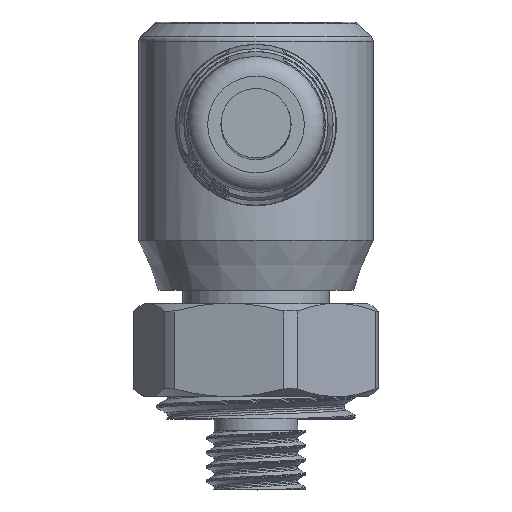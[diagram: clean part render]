
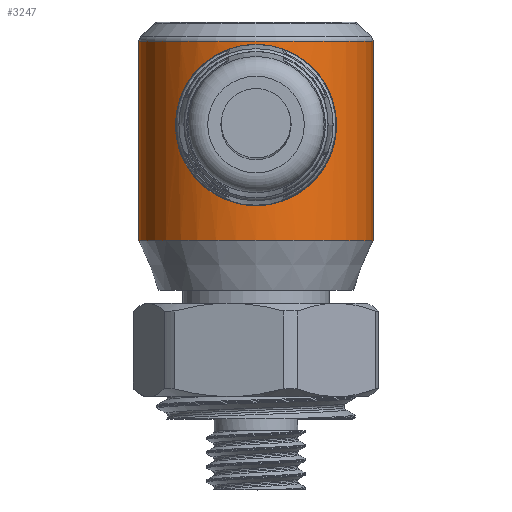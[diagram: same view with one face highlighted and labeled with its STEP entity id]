
A CAD part, top view. The second image highlights one B-rep face of the part: STEP entity #3247.
In plain terms, the highlighted cylindrical face has radius 7.493 mm (diameter 14.986 mm), a full revolution.
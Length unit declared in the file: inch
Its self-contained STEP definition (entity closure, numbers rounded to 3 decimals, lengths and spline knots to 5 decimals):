
#325=FACE_OUTER_BOUND('',#505,.T.);
#505=EDGE_LOOP('',(#2710,#2711,#2712,#2713,#2714,#2715,#2716,#2717,#2718,
#2719,#2720,#2721));
#661=CIRCLE('',#3529,0.295);
#662=CIRCLE('',#3530,0.295);
#665=CIRCLE('',#3535,0.295);
#666=CIRCLE('',#3536,0.295);
#776=B_SPLINE_CURVE_WITH_KNOTS('',3,(#9950,#9951,#9952,#9953,#9954,#9955,
#9956,#9957,#9958,#9959),.UNSPECIFIED.,.F.,.F.,(4,2,2,2,4),(0.80992,
1.01109,1.21226,1.41605,1.61984),
 .UNSPECIFIED.);
#777=B_SPLINE_CURVE_WITH_KNOTS('',3,(#9961,#9962,#9963,#9964,#9965,#9966,
#9967,#9968,#9969,#9970),.UNSPECIFIED.,.F.,.F.,(4,2,2,2,4),(0.,0.20379,
0.40758,0.60875,0.80992),.UNSPECIFIED.);
#778=B_SPLINE_CURVE_WITH_KNOTS('',3,(#9972,#9973,#9974,#9975,#9976,#9977,
#9978,#9979,#9980,#9981),.UNSPECIFIED.,.F.,.F.,(4,2,2,2,4),(-0.80992,
-0.60875,-0.40758,-0.20379,0.),
 .UNSPECIFIED.);
#779=B_SPLINE_CURVE_WITH_KNOTS('',3,(#9982,#9983,#9984,#9985,#9986,#9987,
#9988,#9989,#9990,#9991),.UNSPECIFIED.,.F.,.F.,(4,2,2,2,4),(1.61984,
1.82363,2.02742,2.22859,2.42976),
 .UNSPECIFIED.);
#979=LINE('',#11115,#1102);
#980=LINE('',#11116,#1103);
#1102=VECTOR('',#4167,0.295);
#1103=VECTOR('',#4168,0.295);
#1297=VERTEX_POINT('',#9947);
#1298=VERTEX_POINT('',#9949);
#1299=VERTEX_POINT('',#9960);
#1300=VERTEX_POINT('',#9971);
#1424=VERTEX_POINT('',#11099);
#1425=VERTEX_POINT('',#11101);
#1428=VERTEX_POINT('',#11111);
#1429=VERTEX_POINT('',#11112);
#1703=EDGE_CURVE('',#1298,#1297,#776,.T.);
#1704=EDGE_CURVE('',#1299,#1298,#777,.T.);
#1705=EDGE_CURVE('',#1300,#1299,#778,.T.);
#1706=EDGE_CURVE('',#1297,#1300,#779,.T.);
#1879=EDGE_CURVE('',#1424,#1425,#661,.T.);
#1880=EDGE_CURVE('',#1425,#1424,#662,.T.);
#1884=EDGE_CURVE('',#1428,#1429,#665,.T.);
#1885=EDGE_CURVE('',#1429,#1428,#666,.T.);
#1886=EDGE_CURVE('',#1429,#1298,#979,.T.);
#1887=EDGE_CURVE('',#1300,#1425,#980,.T.);
#2710=ORIENTED_EDGE('',*,*,#1884,.F.);
#2711=ORIENTED_EDGE('',*,*,#1885,.F.);
#2712=ORIENTED_EDGE('',*,*,#1886,.T.);
#2713=ORIENTED_EDGE('',*,*,#1703,.T.);
#2714=ORIENTED_EDGE('',*,*,#1706,.T.);
#2715=ORIENTED_EDGE('',*,*,#1887,.T.);
#2716=ORIENTED_EDGE('',*,*,#1879,.F.);
#2717=ORIENTED_EDGE('',*,*,#1880,.F.);
#2718=ORIENTED_EDGE('',*,*,#1887,.F.);
#2719=ORIENTED_EDGE('',*,*,#1705,.T.);
#2720=ORIENTED_EDGE('',*,*,#1704,.T.);
#2721=ORIENTED_EDGE('',*,*,#1886,.F.);
#2937=CYLINDRICAL_SURFACE('',#3534,0.295);
#3247=ADVANCED_FACE('',(#325),#2937,.T.);
#3529=AXIS2_PLACEMENT_3D('',#11102,#4150,#4151);
#3530=AXIS2_PLACEMENT_3D('',#11103,#4152,#4153);
#3534=AXIS2_PLACEMENT_3D('',#11110,#4161,#4162);
#3535=AXIS2_PLACEMENT_3D('',#11113,#4163,#4164);
#3536=AXIS2_PLACEMENT_3D('',#11114,#4165,#4166);
#4150=DIRECTION('center_axis',(0.,1.,0.));
#4151=DIRECTION('ref_axis',(0.,0.,
1.));
#4152=DIRECTION('center_axis',(0.,1.,0.));
#4153=DIRECTION('ref_axis',(0.,0.,
1.));
#4161=DIRECTION('center_axis',(0.,-1.,0.));
#4162=DIRECTION('ref_axis',(0.,0.,
-1.));
#4163=DIRECTION('center_axis',(0.,-1.,0.));
#4164=DIRECTION('ref_axis',(0.,0.,
1.));
#4165=DIRECTION('center_axis',(0.,-1.,0.));
#4166=DIRECTION('ref_axis',(0.,0.,
1.));
#4167=DIRECTION('',(0.,1.,0.));
#4168=DIRECTION('',(0.,1.,0.));
#9947=CARTESIAN_POINT('',(-0.2025,0.9175,0.21452));
#9949=CARTESIAN_POINT('',(0.,0.715,0.295));
#9950=CARTESIAN_POINT('Ctrl Pts',(0.,0.715,
0.295));
#9951=CARTESIAN_POINT('Ctrl Pts',(-0.0264,0.715,
0.295));
#9952=CARTESIAN_POINT('Ctrl Pts',(-0.05396,0.72047,
0.29117));
#9953=CARTESIAN_POINT('Ctrl Pts',(-0.10364,0.74146,
0.27739));
#9954=CARTESIAN_POINT('Ctrl Pts',(-0.12581,0.75693,0.26757));
#9955=CARTESIAN_POINT('Ctrl Pts',(-0.16079,0.79191,
0.24815));
#9956=CARTESIAN_POINT('Ctrl Pts',(-0.17612,0.81404,0.23704));
#9957=CARTESIAN_POINT('Ctrl Pts',(-0.19697,0.86339,
0.22002));
#9958=CARTESIAN_POINT('Ctrl Pts',(-0.2025,0.89076,0.21452));
#9959=CARTESIAN_POINT('Ctrl Pts',(-0.2025,0.9175,0.21452));
#9960=CARTESIAN_POINT('',(0.2025,0.9175,0.21452));
#9961=CARTESIAN_POINT('Ctrl Pts',(0.2025,0.9175,0.21452));
#9962=CARTESIAN_POINT('Ctrl Pts',(0.2025,0.89076,0.21452));
#9963=CARTESIAN_POINT('Ctrl Pts',(0.19697,0.86339,0.22002));
#9964=CARTESIAN_POINT('Ctrl Pts',(0.17612,0.81404,0.23704));
#9965=CARTESIAN_POINT('Ctrl Pts',(0.16079,0.79191,0.24815));
#9966=CARTESIAN_POINT('Ctrl Pts',(0.12581,0.75693,0.26757));
#9967=CARTESIAN_POINT('Ctrl Pts',(0.10364,0.74146,0.27739));
#9968=CARTESIAN_POINT('Ctrl Pts',(0.05396,0.72047,
0.29117));
#9969=CARTESIAN_POINT('Ctrl Pts',(0.0264,0.715,
0.295));
#9970=CARTESIAN_POINT('Ctrl Pts',(0.,0.715,
0.295));
#9971=CARTESIAN_POINT('',(0.,1.12,0.295));
#9972=CARTESIAN_POINT('Ctrl Pts',(0.,1.12,0.295));
#9973=CARTESIAN_POINT('Ctrl Pts',(0.0264,1.12,0.295));
#9974=CARTESIAN_POINT('Ctrl Pts',(0.05396,1.11453,0.29117));
#9975=CARTESIAN_POINT('Ctrl Pts',(0.10364,1.09354,0.27739));
#9976=CARTESIAN_POINT('Ctrl Pts',(0.12581,1.07807,0.26757));
#9977=CARTESIAN_POINT('Ctrl Pts',(0.16079,1.04309,0.24815));
#9978=CARTESIAN_POINT('Ctrl Pts',(0.17612,1.02096,0.23704));
#9979=CARTESIAN_POINT('Ctrl Pts',(0.19697,0.97161,0.22002));
#9980=CARTESIAN_POINT('Ctrl Pts',(0.2025,0.94424,0.21452));
#9981=CARTESIAN_POINT('Ctrl Pts',(0.2025,0.9175,0.21452));
#9982=CARTESIAN_POINT('Ctrl Pts',(-0.2025,0.9175,0.21452));
#9983=CARTESIAN_POINT('Ctrl Pts',(-0.2025,0.94424,0.21452));
#9984=CARTESIAN_POINT('Ctrl Pts',(-0.19697,0.97161,0.22002));
#9985=CARTESIAN_POINT('Ctrl Pts',(-0.17612,1.02096,0.23704));
#9986=CARTESIAN_POINT('Ctrl Pts',(-0.16079,1.04309,0.24815));
#9987=CARTESIAN_POINT('Ctrl Pts',(-0.12581,1.07807,0.26757));
#9988=CARTESIAN_POINT('Ctrl Pts',(-0.10364,1.09354,0.27739));
#9989=CARTESIAN_POINT('Ctrl Pts',(-0.05396,1.11453,
0.29117));
#9990=CARTESIAN_POINT('Ctrl Pts',(-0.0264,1.12,0.295));
#9991=CARTESIAN_POINT('Ctrl Pts',(0.,1.12,0.295));
#11099=CARTESIAN_POINT('',(0.,1.12887,-0.295));
#11101=CARTESIAN_POINT('',(0.,1.12887,0.295));
#11102=CARTESIAN_POINT('Origin',(0.,1.12887,
0.));
#11103=CARTESIAN_POINT('Origin',(0.,1.12887,
0.));
#11110=CARTESIAN_POINT('Origin',(0.,0.84,
0.));
#11111=CARTESIAN_POINT('',(0.,0.6275,-0.295));
#11112=CARTESIAN_POINT('',(0.,0.6275,0.295));
#11113=CARTESIAN_POINT('Origin',(0.,0.6275,
0.));
#11114=CARTESIAN_POINT('Origin',(0.,0.6275,
0.));
#11115=CARTESIAN_POINT('',(0.,0.84,0.295));
#11116=CARTESIAN_POINT('',(0.,0.84,0.295));
